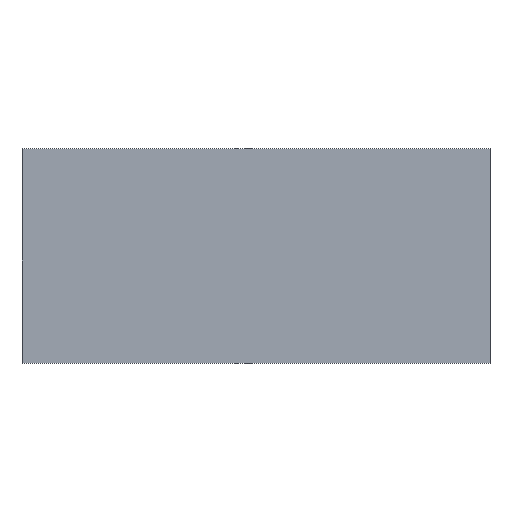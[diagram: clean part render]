
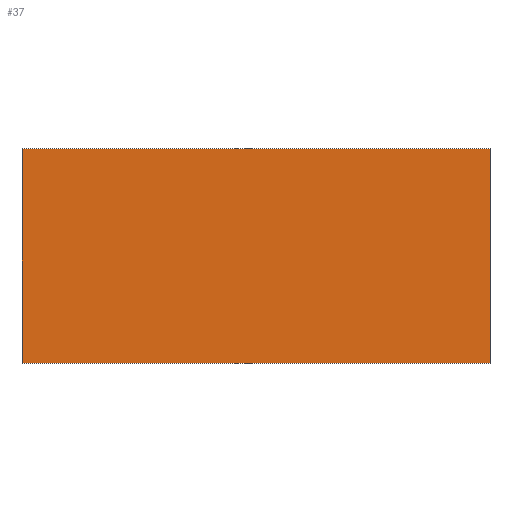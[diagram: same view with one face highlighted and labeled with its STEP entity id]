
A CAD part, top view. The second image highlights one B-rep face of the part: STEP entity #37.
In plain terms, the highlighted planar face has unit normal (0, 0, 1).
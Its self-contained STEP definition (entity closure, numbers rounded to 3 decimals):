
#37=ADVANCED_FACE('',(#49),#43,.T.);
#43=PLANE('',#169);
#49=FACE_OUTER_BOUND('',#55,.T.);
#55=EDGE_LOOP('',(#73,#74,#75,#76));
#73=ORIENTED_EDGE('',*,*,#91,.T.);
#74=ORIENTED_EDGE('',*,*,#95,.T.);
#75=ORIENTED_EDGE('',*,*,#98,.T.);
#76=ORIENTED_EDGE('',*,*,#100,.T.);
#83=VERTEX_POINT('',#211);
#84=VERTEX_POINT('',#213);
#86=VERTEX_POINT('',#219);
#88=VERTEX_POINT('',#225);
#91=EDGE_CURVE('',#84,#83,#119,.T.);
#95=EDGE_CURVE('',#83,#86,#123,.T.);
#98=EDGE_CURVE('',#86,#88,#126,.T.);
#100=EDGE_CURVE('',#88,#84,#128,.T.);
#119=LINE('',#212,#135);
#123=LINE('',#220,#139);
#126=LINE('',#226,#142);
#128=LINE('',#229,#144);
#135=VECTOR('',#179,1.);
#139=VECTOR('',#185,1.);
#142=VECTOR('',#190,1.);
#144=VECTOR('',#194,1.);
#169=AXIS2_PLACEMENT_3D('',#231,#197,#198);
#179=DIRECTION('',(0.,-1.,0.));
#185=DIRECTION('',(1.,0.,0.));
#190=DIRECTION('',(0.,1.,0.));
#194=DIRECTION('',(-1.,0.,0.));
#197=DIRECTION('',(0.,0.,1.));
#198=DIRECTION('',(1.,0.,0.));
#211=CARTESIAN_POINT('',(-40.,-180.,25.));
#212=CARTESIAN_POINT('',(-40.,45.,25.));
#213=CARTESIAN_POINT('',(-40.,45.,25.));
#219=CARTESIAN_POINT('',(450.,-180.,25.));
#220=CARTESIAN_POINT('',(-40.,-180.,25.));
#225=CARTESIAN_POINT('',(450.,45.,25.));
#226=CARTESIAN_POINT('',(450.,-180.,25.));
#229=CARTESIAN_POINT('',(450.,45.,25.));
#231=CARTESIAN_POINT('',(0.,0.,25.));
